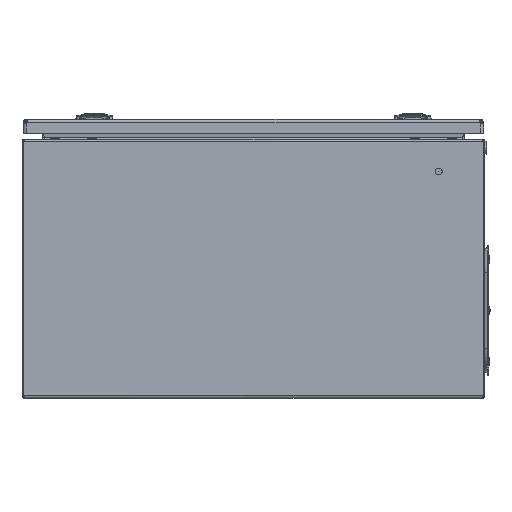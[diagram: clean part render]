
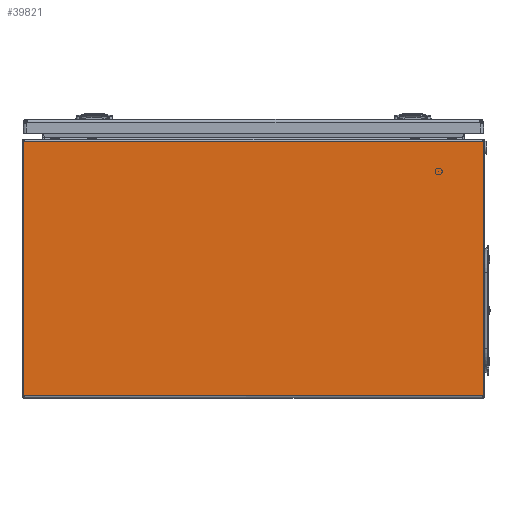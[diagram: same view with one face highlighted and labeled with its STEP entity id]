
A CAD part, left-side view. The second image highlights one B-rep face of the part: STEP entity #39821.
In plain terms, the highlighted planar face has unit normal (-1, 0, 0).
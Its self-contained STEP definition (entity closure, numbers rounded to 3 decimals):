
#13000 = EDGE_LOOP ( 'NONE', ( #39647, #39652, #39655, #39659, #39662, #39668 ) ) ;
#22627 = CARTESIAN_POINT ( 'NONE',  ( -250., 243.499, 276.502 ) ) ;
#22657 = CARTESIAN_POINT ( 'NONE',  ( -250., -248.499, 276.502 ) ) ;
#22668 = DIRECTION ( 'NONE',  ( 0., 0., -1. ) ) ;
#22669 = VECTOR ( 'NONE', #22668, 1000. ) ;
#22670 = CARTESIAN_POINT ( 'NONE',  ( -250., 248.499, 278.5 ) ) ;
#22671 = LINE ( 'NONE', #22670, #22669 ) ;
#22672 = CARTESIAN_POINT ( 'NONE',  ( -250., -248.474, 277. ) ) ;
#22673 = DIRECTION ( 'NONE',  ( 0., -1., 0. ) ) ;
#22674 = DIRECTION ( 'NONE',  ( -1., 0., 0. ) ) ;
#22675 = CARTESIAN_POINT ( 'NONE',  ( -250., -243.499, 276.502 ) ) ;
#22676 = AXIS2_PLACEMENT_3D ( 'NONE', #22675, #22674, #22673 ) ;
#22677 = CIRCLE ( 'NONE', #22676, 5. ) ;
#22678 = DIRECTION ( 'NONE',  ( 0., -1., 0. ) ) ;
#22679 = VECTOR ( 'NONE', #22678, 1000. ) ;
#22680 = CARTESIAN_POINT ( 'NONE',  ( -250., 2733.5, 3. ) ) ;
#22681 = LINE ( 'NONE', #22680, #22679 ) ;
#22682 = CARTESIAN_POINT ( 'NONE',  ( -250., 248.474, 277. ) ) ;
#22683 = DIRECTION ( 'NONE',  ( 0., -1., 0. ) ) ;
#22684 = DIRECTION ( 'NONE',  ( -1., 0., 0. ) ) ;
#22685 = AXIS2_PLACEMENT_3D ( 'NONE', #22627, #22684, #22683 ) ;
#22686 = CIRCLE ( 'NONE', #22685, 5. ) ;
#22694 = CARTESIAN_POINT ( 'NONE',  ( -250., 248.499, 276.502 ) ) ;
#22715 = CARTESIAN_POINT ( 'NONE',  ( -250., -248.499, 3. ) ) ;
#22716 = DIRECTION ( 'NONE',  ( 0., 0., 1. ) ) ;
#22717 = VECTOR ( 'NONE', #22716, 1000. ) ;
#22718 = CARTESIAN_POINT ( 'NONE',  ( -250., -248.499, 278.5 ) ) ;
#22719 = LINE ( 'NONE', #22718, #22717 ) ;
#22747 = CARTESIAN_POINT ( 'NONE',  ( -250., 248.499, 3. ) ) ;
#22756 = DIRECTION ( 'NONE',  ( 0., 1., 0. ) ) ;
#22757 = VECTOR ( 'NONE', #22756, 1000. ) ;
#22758 = CARTESIAN_POINT ( 'NONE',  ( -250., -2733.492, 277. ) ) ;
#22759 = LINE ( 'NONE', #22758, #22757 ) ;
#22792 = DIRECTION ( 'NONE',  ( 0., 0., -1. ) ) ;
#22793 = DIRECTION ( 'NONE',  ( -1., 0., 0. ) ) ;
#22794 = CARTESIAN_POINT ( 'NONE',  ( -250., 2733.5, 278.5 ) ) ;
#22795 = AXIS2_PLACEMENT_3D ( 'NONE', #22794, #22793, #22792 ) ;
#22797 = PLANE ( 'NONE',  #22795 ) ;
#22798 = FACE_OUTER_BOUND ( 'NONE', #13000, .T. ) ;
#39647 = ORIENTED_EDGE ( 'NONE', *, *, #39648, .T. ) ;
#39648 = EDGE_CURVE ( 'NONE', #39650, #39716, #22686, .T. ) ;
#39650 = VERTEX_POINT ( 'NONE', #22682 ) ;
#39652 = ORIENTED_EDGE ( 'NONE', *, *, #39671, .T. ) ;
#39655 = ORIENTED_EDGE ( 'NONE', *, *, #39657, .T. ) ;
#39657 = EDGE_CURVE ( 'NONE', #39730, #39690, #22681, .T. ) ;
#39659 = ORIENTED_EDGE ( 'NONE', *, *, #39689, .T. ) ;
#39662 = ORIENTED_EDGE ( 'NONE', *, *, #39664, .T. ) ;
#39664 = EDGE_CURVE ( 'NONE', #39682, #39667, #22677, .T. ) ;
#39667 = VERTEX_POINT ( 'NONE', #22672 ) ;
#39668 = ORIENTED_EDGE ( 'NONE', *, *, #39791, .T. ) ;
#39671 = EDGE_CURVE ( 'NONE', #39716, #39730, #22671, .T. ) ;
#39682 = VERTEX_POINT ( 'NONE', #22657 ) ;
#39689 = EDGE_CURVE ( 'NONE', #39690, #39682, #22719, .T. ) ;
#39690 = VERTEX_POINT ( 'NONE', #22715 ) ;
#39716 = VERTEX_POINT ( 'NONE', #22694 ) ;
#39730 = VERTEX_POINT ( 'NONE', #22747 ) ;
#39791 = EDGE_CURVE ( 'NONE', #39667, #39650, #22759, .T. ) ;
#39821 = ADVANCED_FACE ( 'NONE', ( #22798 ), #22797, .T. ) ;
